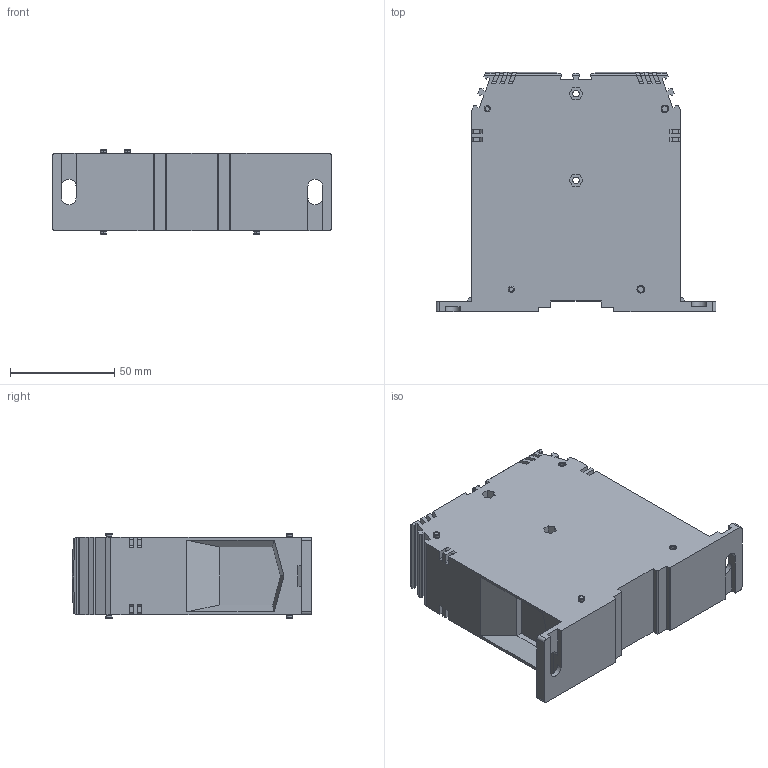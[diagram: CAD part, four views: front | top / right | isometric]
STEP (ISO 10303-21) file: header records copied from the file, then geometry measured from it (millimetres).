
FILE_DESCRIPTION(('Creo Elements/Direct Modeling STEP Export'),'2;1');
FILE_NAME('GPA.240 FIX.stp','2014-01-22T12:15:04',(''),(''),'Creo Elements/Direct Modeling STEP processor for AP214 (Solid Model)','Creo Elements/Direct Modeling 18.0B 02-Dec-2011 (C) Parametric Technology GmbH','');
FILE_SCHEMA(('AUTOMOTIVE_DESIGN { 1 0 10303 214 1 1 1 1 }'));
Length unit declared in the file: millimetre
Products named in the file (2): GPA240_FIX
Assembly tree (1 placements, depth 2):
  GPA240_FIX
    GPA240_FIX
Bounding box: 134 x 114.85 x 41 mm (x, y, z)
Volume: 387487 mm3; surface area: 46418.8 mm2
Topology: 1 solids, 1 shells, 384 faces, 1052 edges, 680 vertices
Faces by surface type: plane 300, cylinder 48, cone 28, torus 8
Entity records: 11703 total; most frequent: ORIENTED_EDGE 2104, CARTESIAN_POINT 2053, DIRECTION 1837, EDGE_CURVE 1052, VECTOR 909, LINE 909, VERTEX_POINT 680, AXIS2_PLACEMENT_3D 464
